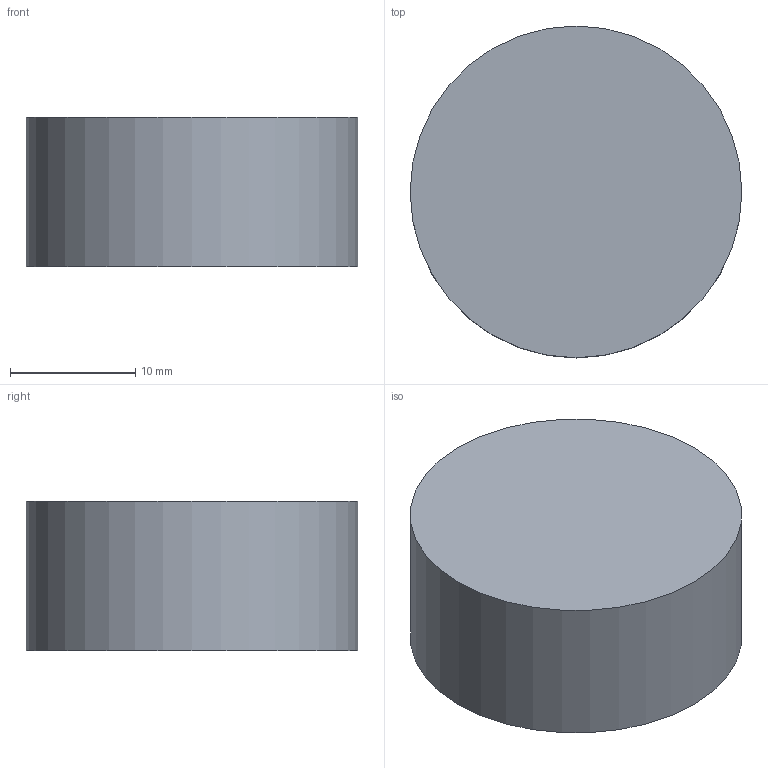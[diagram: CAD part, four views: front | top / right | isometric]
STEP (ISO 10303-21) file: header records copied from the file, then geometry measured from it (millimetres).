
FILE_DESCRIPTION(/* description */ (''),/* implementation_level */ '2;1');
FILE_NAME(/* name */ 'Gewinde Test.stp',/* time_stamp */ '2017-10-03T14:03:11+02:00',/* author */ ('jmoser'),/* organization */ (''),/* preprocessor_version */ 'ST-DEVELOPER v16.13',/* originating_system */ 'Autodesk Inventor 2018',/* authorisation */ '');
FILE_SCHEMA (('AUTOMOTIVE_DESIGN { 1 0 10303 214 3 1 1 }'));
Length unit declared in the file: millimetre
Products named in the file (1): Gewinde Test
Bounding box: 26.44 x 26.44 x 11.95 mm (x, y, z)
Volume: 6561.1 mm3; surface area: 2090.8 mm2
Topology: 1 solids, 1 shells, 3 faces, 10 edges, 16 vertices
Faces by surface type: plane 2, cylinder 1
Full cylindrical faces by diameter (mm): 26.441 x1
Entity records: 153 total; most frequent: CARTESIAN_POINT 25, DIRECTION 18, AXIS2_PLACEMENT_3D 9, STYLED_ITEM 8, CIRCLE 5, POLYLINE 4, EDGE_LOOP 4, ORIENTED_EDGE 4
